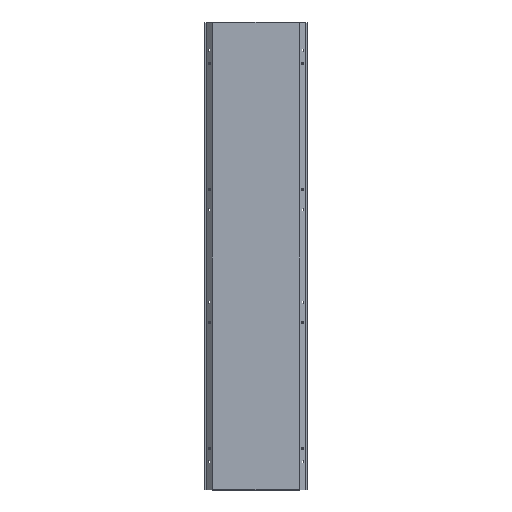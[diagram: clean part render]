
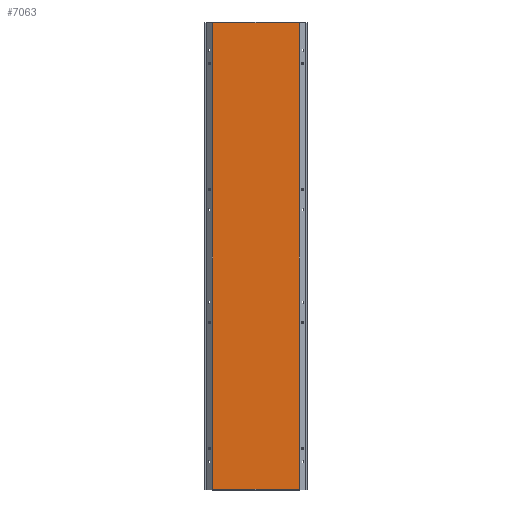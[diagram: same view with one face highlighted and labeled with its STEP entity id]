
A CAD part, top view. The second image highlights one B-rep face of the part: STEP entity #7063.
In plain terms, the highlighted planar face has unit normal (0, 0, 1).
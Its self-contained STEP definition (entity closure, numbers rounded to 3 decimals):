
#11 = DIRECTION ( 'NONE',  ( 1., 0., 0. ) ) ;
#377 = DIRECTION ( 'NONE',  ( -1., 0., 0. ) ) ;
#444 = PLANE ( 'NONE',  #6011 ) ;
#545 = CARTESIAN_POINT ( 'NONE',  ( -161.5, 870.5, 0. ) ) ;
#567 = DIRECTION ( 'NONE',  ( 0., -1., 0. ) ) ;
#577 = DIRECTION ( 'NONE',  ( -1., 0., 0. ) ) ;
#629 = CARTESIAN_POINT ( 'NONE',  ( 161.5, 870.5, 0. ) ) ;
#832 = VECTOR ( 'NONE', #6596, 1000. ) ;
#899 = EDGE_LOOP ( 'NONE', ( #3405, #6512, #3455, #5464 ) ) ;
#1477 = CARTESIAN_POINT ( 'NONE',  ( 0., 0., 0. ) ) ;
#1688 = LINE ( 'NONE', #545, #6066 ) ;
#1705 = CARTESIAN_POINT ( 'NONE',  ( 161.5, -870.5, 0. ) ) ;
#1901 = EDGE_CURVE ( 'NONE', #7122, #5686, #1688, .T. ) ;
#2161 = VERTEX_POINT ( 'NONE', #6662 ) ;
#2747 = FACE_OUTER_BOUND ( 'NONE', #899, .T. ) ;
#2940 = LINE ( 'NONE', #5231, #7079 ) ;
#3405 = ORIENTED_EDGE ( 'NONE', *, *, #4417, .T. ) ;
#3455 = ORIENTED_EDGE ( 'NONE', *, *, #5162, .T. ) ;
#4417 = EDGE_CURVE ( 'NONE', #5784, #7122, #5333, .T. ) ;
#4595 = CARTESIAN_POINT ( 'NONE',  ( -161.5, 870.5, 0. ) ) ;
#4810 = CARTESIAN_POINT ( 'NONE',  ( 161.5, -870.5, 0. ) ) ;
#5131 = VECTOR ( 'NONE', #567, 1000. ) ;
#5162 = EDGE_CURVE ( 'NONE', #5686, #2161, #6321, .T. ) ;
#5231 = CARTESIAN_POINT ( 'NONE',  ( -161.5, -870.5, 0. ) ) ;
#5333 = LINE ( 'NONE', #4810, #832 ) ;
#5464 = ORIENTED_EDGE ( 'NONE', *, *, #6756, .T. ) ;
#5493 = DIRECTION ( 'NONE',  ( 0., 0., -1. ) ) ;
#5686 = VERTEX_POINT ( 'NONE', #4595 ) ;
#5784 = VERTEX_POINT ( 'NONE', #1705 ) ;
#6011 = AXIS2_PLACEMENT_3D ( 'NONE', #1477, #5493, #377 ) ;
#6066 = VECTOR ( 'NONE', #577, 1000. ) ;
#6321 = LINE ( 'NONE', #6360, #5131 ) ;
#6360 = CARTESIAN_POINT ( 'NONE',  ( -161.5, -870.5, 0. ) ) ;
#6512 = ORIENTED_EDGE ( 'NONE', *, *, #1901, .T. ) ;
#6596 = DIRECTION ( 'NONE',  ( 0., 1., 0. ) ) ;
#6662 = CARTESIAN_POINT ( 'NONE',  ( -161.5, -870.5, 0. ) ) ;
#6756 = EDGE_CURVE ( 'NONE', #2161, #5784, #2940, .T. ) ;
#7063 = ADVANCED_FACE ( 'NONE', ( #2747 ), #444, .F. ) ;
#7079 = VECTOR ( 'NONE', #11, 1000. ) ;
#7122 = VERTEX_POINT ( 'NONE', #629 ) ;
